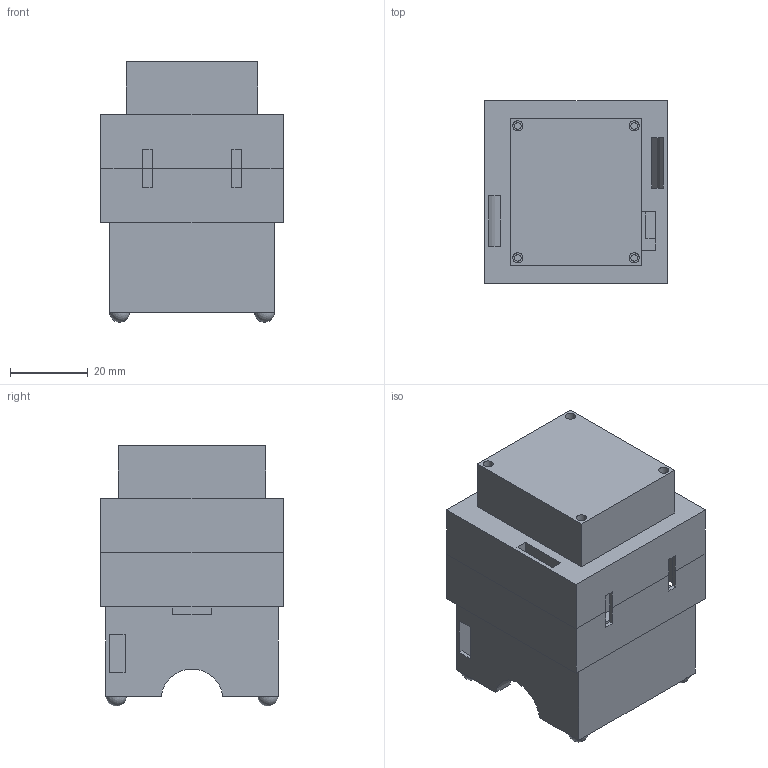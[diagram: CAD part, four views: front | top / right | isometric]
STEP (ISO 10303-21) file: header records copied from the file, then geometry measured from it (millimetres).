
FILE_DESCRIPTION(/* description */ ('STEP AP242','CAx-IF Rec.Pracs.---Representation and Presentation of Product Manufacturing Information (PMI)---4.0---2014-10-13','CAx-IF Rec.Pracs.---3D Tessellated Geometry---0.4---2014-09-14','2;1'),/* implementation_level */ '2;1');
FILE_NAME(/* name */ '6179a2fec4a5620421b4073b',/* time_stamp */ '2021-10-27T19:05:35+00:00',/* author */ (''),/* organization */ (''),/* preprocessor_version */ 'ST-DEVELOPER v18.1',/* originating_system */ ' ',/* authorisation */ ' ');
FILE_SCHEMA (('AP242_MANAGED_MODEL_BASED_3D_ENGINEERING_MIM_LF { 1 0 10303 442 1 1 4 }'));
Length unit declared in the file: metre
Products named in the file (5): Assembly 1; Part 2; Part 3; Part 1
Assembly tree (4 placements, depth 2):
  Assembly 1
    Part 2
    Part 3
    Part 1
    Part 1
Bounding box: 47 x 47 x 67.08 mm (x, y, z)
Volume: 42384.7 mm3; surface area: 43245.3 mm2
Topology: 4 solids, 4 shells, 293 faces, 873 edges, 582 vertices
Faces by surface type: plane 229, cylinder 60, sphere 4
Full cylindrical faces by diameter (mm): 1.7 x4, 1.8 x11, 2.6 x10, 2.8 x4, 3.6 x4, 4.5 x1
Entity records: 9626 total; most frequent: CARTESIAN_POINT 1676, ORIENTED_EDGE 1620, DIRECTION 1538, EDGE_CURVE 810, LINE 674, VECTOR 674, VERTEX_POINT 560, AXIS2_PLACEMENT_3D 432
